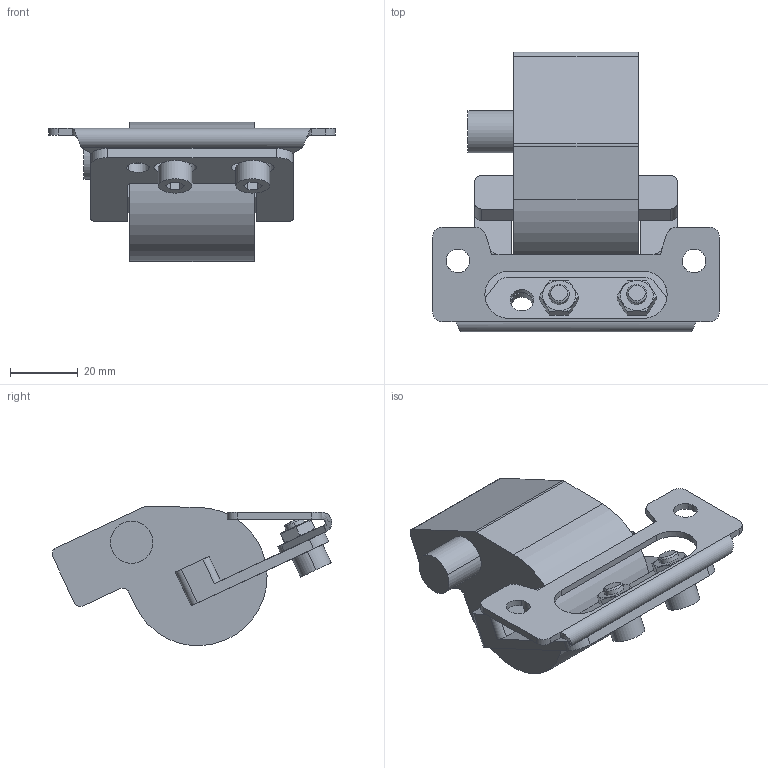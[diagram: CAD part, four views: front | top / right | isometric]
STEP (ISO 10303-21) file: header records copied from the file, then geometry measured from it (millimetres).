
FILE_DESCRIPTION(('CATIA V5 STEP Exchange'),'2;1');
FILE_NAME('ZSB_Zuendspule_Blech.stp','2020-01-03T07:42:23+00:00',('none'),('none'),'CATIA Version 5 Release 19 SP 9 (IN-10)','CATIA V5 STEP AP214','none');
FILE_SCHEMA(('AUTOMOTIVE_DESIGN { 1 0 10303 214 1 1 1 1 }'));
Length unit declared in the file: millimetre
Products named in the file (5): ZSB_Zuendspule_Blech; SR500_057; SR500_058; SR500_059; SR500_061
Assembly tree (6 placements, depth 2):
  ZSB_Zuendspule_Blech
    SR500_057
    SR500_058
    SR500_059  x2
    SR500_061  x2
Bounding box: 85 x 82.88 x 41.24 mm (x, y, z)
Volume: 81555.7 mm3; surface area: 22090.3 mm2
Topology: 6 solids, 6 shells, 165 faces, 418 edges, 270 vertices
Faces by surface type: plane 86, cylinder 57, cone 20, bspline 2
Entity records: 4371 total; most frequent: CARTESIAN_POINT 1066, ORIENTED_EDGE 680, DIRECTION 539, EDGE_CURVE 340, VERTEX_POINT 220, AXIS2_PLACEMENT_3D 214, VECTOR 205, LINE 205
